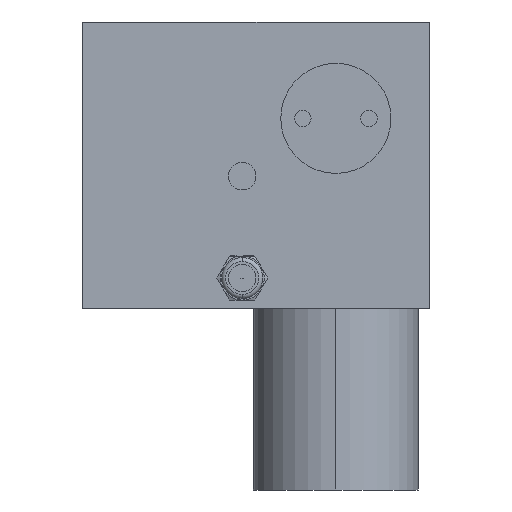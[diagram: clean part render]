
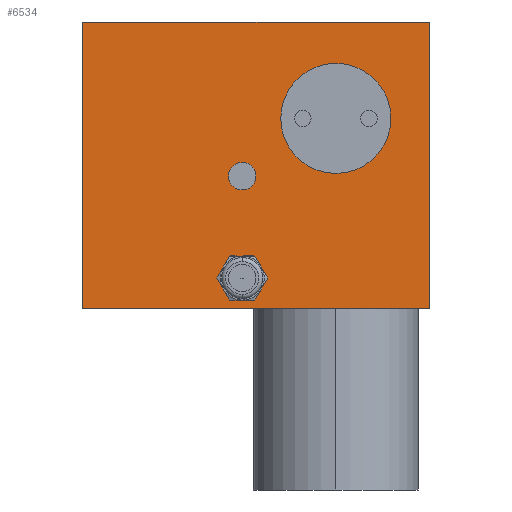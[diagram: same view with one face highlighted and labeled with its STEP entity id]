
A CAD part, left-side view. The second image highlights one B-rep face of the part: STEP entity #6534.
In plain terms, the highlighted planar face has unit normal (-1, 0, 0).
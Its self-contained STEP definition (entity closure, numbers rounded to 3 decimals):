
#69=DIRECTION('',(0.,-1.,0.));
#70=VECTOR('',#69,63.);
#71=CARTESIAN_POINT('',(0.,63.,0.));
#72=LINE('',#71,#70);
#827=DIRECTION('',(0.,0.,1.));
#828=VECTOR('',#827,52.);
#829=CARTESIAN_POINT('',(0.,63.,-52.));
#830=LINE('',#829,#828);
#871=DIRECTION('',(0.,-1.,0.));
#872=VECTOR('',#871,63.);
#873=CARTESIAN_POINT('',(0.,63.,-52.));
#874=LINE('',#873,#872);
#875=DIRECTION('',(0.,0.,1.));
#876=VECTOR('',#875,52.);
#877=CARTESIAN_POINT('',(0.,0.,-52.));
#878=LINE('',#877,#876);
#879=CARTESIAN_POINT('',(0.,17.,-17.5));
#880=DIRECTION('',(1.,0.,0.));
#881=DIRECTION('',(0.,0.,-1.));
#882=AXIS2_PLACEMENT_3D('',#879,#880,#881);
#884=CARTESIAN_POINT('',(0.,17.,-17.5));
#885=DIRECTION('',(1.,0.,0.));
#886=DIRECTION('',(0.,0.,1.));
#887=AXIS2_PLACEMENT_3D('',#884,#885,#886);
#889=CARTESIAN_POINT('',(0.,34.,-28.));
#890=DIRECTION('',(1.,0.,0.));
#891=DIRECTION('',(0.,0.,-1.));
#892=AXIS2_PLACEMENT_3D('',#889,#890,#891);
#894=CARTESIAN_POINT('',(0.,34.,-28.));
#895=DIRECTION('',(1.,0.,0.));
#896=DIRECTION('',(0.,0.,1.));
#897=AXIS2_PLACEMENT_3D('',#894,#895,#896);
#899=CARTESIAN_POINT('',(0.,34.,-46.5));
#900=DIRECTION('',(-1.,0.,0.));
#901=DIRECTION('',(0.,-0.866,0.5));
#902=AXIS2_PLACEMENT_3D('',#899,#900,#901);
#904=CARTESIAN_POINT('',(0.,34.,-46.5));
#905=DIRECTION('',(-1.,0.,0.));
#906=DIRECTION('',(0.,0.,1.));
#907=AXIS2_PLACEMENT_3D('',#904,#905,#906);
#909=CARTESIAN_POINT('',(0.,34.,-46.5));
#910=DIRECTION('',(-1.,0.,0.));
#911=DIRECTION('',(0.,0.866,0.5));
#912=AXIS2_PLACEMENT_3D('',#909,#910,#911);
#914=CARTESIAN_POINT('',(0.,34.,-46.5));
#915=DIRECTION('',(-1.,0.,0.));
#916=DIRECTION('',(0.,0.866,-0.5));
#917=AXIS2_PLACEMENT_3D('',#914,#915,#916);
#919=CARTESIAN_POINT('',(0.,34.,-46.5));
#920=DIRECTION('',(-1.,0.,0.));
#921=DIRECTION('',(0.,0.,-1.));
#922=AXIS2_PLACEMENT_3D('',#919,#920,#921);
#924=CARTESIAN_POINT('',(0.,34.,-46.5));
#925=DIRECTION('',(-1.,0.,0.));
#926=DIRECTION('',(0.,-0.866,-0.5));
#927=AXIS2_PLACEMENT_3D('',#924,#925,#926);
#4463=CARTESIAN_POINT('',(0.,0.,-52.));
#4464=VERTEX_POINT('',#4463);
#4465=CARTESIAN_POINT('',(0.,63.,-52.));
#4466=VERTEX_POINT('',#4465);
#4479=CARTESIAN_POINT('',(0.,0.,0.));
#4480=VERTEX_POINT('',#4479);
#4485=CARTESIAN_POINT('',(0.,63.,0.));
#4486=VERTEX_POINT('',#4485);
#4487=CARTESIAN_POINT('',(0.,17.,-27.5));
#4488=CARTESIAN_POINT('',(0.,17.,-7.5));
#4489=VERTEX_POINT('',#4487);
#4490=VERTEX_POINT('',#4488);
#4491=CARTESIAN_POINT('',(0.,34.,-30.5));
#4492=CARTESIAN_POINT('',(0.,34.,-25.5));
#4493=VERTEX_POINT('',#4491);
#4494=VERTEX_POINT('',#4492);
#5729=CARTESIAN_POINT('',(0.,30.536,-44.5));
#5730=CARTESIAN_POINT('',(0.,34.,-42.5));
#5731=VERTEX_POINT('',#5729);
#5732=VERTEX_POINT('',#5730);
#5733=CARTESIAN_POINT('',(0.,37.464,-48.5));
#5734=CARTESIAN_POINT('',(0.,34.,-50.5));
#5735=VERTEX_POINT('',#5733);
#5736=VERTEX_POINT('',#5734);
#5737=CARTESIAN_POINT('',(0.,30.536,-48.5));
#5738=VERTEX_POINT('',#5737);
#5739=CARTESIAN_POINT('',(0.,37.464,-44.5));
#5740=VERTEX_POINT('',#5739);
#6496=CARTESIAN_POINT('',(0.,31.5,-26.));
#6497=DIRECTION('',(1.,0.,0.));
#6498=DIRECTION('',(0.,-1.,0.));
#6499=AXIS2_PLACEMENT_3D('',#6496,#6497,#6498);
#6500=PLANE('',#6499);
#6501=ORIENTED_EDGE('',*,*,#6381,.F.);
#6502=ORIENTED_EDGE('',*,*,#6467,.T.);
#6503=ORIENTED_EDGE('',*,*,#5840,.T.);
#6505=ORIENTED_EDGE('',*,*,#6504,.F.);
#6506=EDGE_LOOP('',(#6501,#6502,#6503,#6505));
#6507=FACE_OUTER_BOUND('',#6506,.F.);
#6509=ORIENTED_EDGE('',*,*,#6508,.F.);
#6511=ORIENTED_EDGE('',*,*,#6510,.F.);
#6512=EDGE_LOOP('',(#6509,#6511));
#6513=FACE_BOUND('',#6512,.F.);
#6515=ORIENTED_EDGE('',*,*,#6514,.F.);
#6517=ORIENTED_EDGE('',*,*,#6516,.F.);
#6518=EDGE_LOOP('',(#6515,#6517));
#6519=FACE_BOUND('',#6518,.F.);
#6521=ORIENTED_EDGE('',*,*,#6520,.T.);
#6523=ORIENTED_EDGE('',*,*,#6522,.T.);
#6525=ORIENTED_EDGE('',*,*,#6524,.T.);
#6527=ORIENTED_EDGE('',*,*,#6526,.T.);
#6529=ORIENTED_EDGE('',*,*,#6528,.T.);
#6531=ORIENTED_EDGE('',*,*,#6530,.T.);
#6532=EDGE_LOOP('',(#6521,#6523,#6525,#6527,#6529,#6531));
#6533=FACE_BOUND('',#6532,.F.);
#6534=ADVANCED_FACE('',(#6507,#6513,#6519,#6533),#6500,.F.);
#883=CIRCLE('',#882,10.);
#888=CIRCLE('',#887,10.);
#893=CIRCLE('',#892,2.5);
#898=CIRCLE('',#897,2.5);
#903=CIRCLE('',#902,4.);
#908=CIRCLE('',#907,4.);
#913=CIRCLE('',#912,4.);
#918=CIRCLE('',#917,4.);
#923=CIRCLE('',#922,4.);
#928=CIRCLE('',#927,4.);
#5840=EDGE_CURVE('',#4486,#4480,#72,.T.);
#6381=EDGE_CURVE('',#4466,#4464,#874,.T.);
#6467=EDGE_CURVE('',#4466,#4486,#830,.T.);
#6504=EDGE_CURVE('',#4464,#4480,#878,.T.);
#6508=EDGE_CURVE('',#4489,#4490,#883,.T.);
#6510=EDGE_CURVE('',#4490,#4489,#888,.T.);
#6514=EDGE_CURVE('',#4493,#4494,#893,.T.);
#6516=EDGE_CURVE('',#4494,#4493,#898,.T.);
#6520=EDGE_CURVE('',#5731,#5732,#903,.T.);
#6522=EDGE_CURVE('',#5732,#5740,#908,.T.);
#6524=EDGE_CURVE('',#5740,#5735,#913,.T.);
#6526=EDGE_CURVE('',#5735,#5736,#918,.T.);
#6528=EDGE_CURVE('',#5736,#5738,#923,.T.);
#6530=EDGE_CURVE('',#5738,#5731,#928,.T.);
